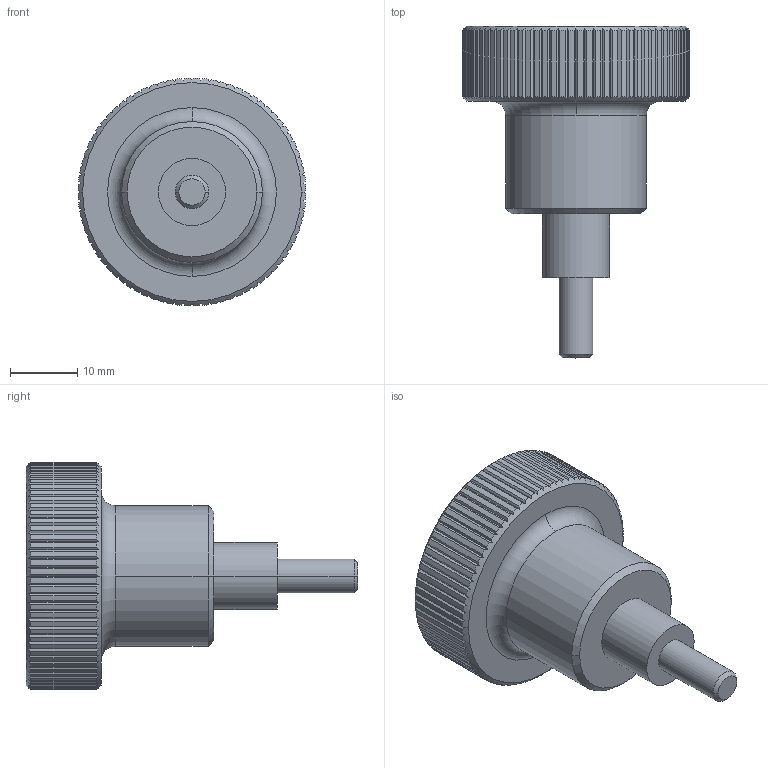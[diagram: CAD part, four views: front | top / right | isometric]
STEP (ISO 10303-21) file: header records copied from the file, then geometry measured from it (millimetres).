
FILE_DESCRIPTION(('STEP AP214'),'1');
FILE_NAME('HALDERN_EH_24710_0300.stp','2017-08-10T07:34:13',('TraceParts'),('TraceParts S.A.'),'Spatial InterOp 3D',' ',' ');
FILE_SCHEMA(('automotive_design'));
Length unit declared in the file: millimetre
Products named in the file (2): HALDERN_EH_24710_0300_1; HALDERN_EH_24710_0300_2
Bounding box: 34 x 49.5 x 34 mm (x, y, z)
Volume: 16892.4 mm3; surface area: 6146.5 mm2
Topology: 2 solids, 2 shells, 268 faces, 773 edges, 513 vertices
Faces by surface type: plane 168, cylinder 90, cone 8, torus 2
Entity records: 10651 total; most frequent: CARTESIAN_POINT 2196, ORIENTED_EDGE 1546, DIRECTION 1188, EDGE_CURVE 773, VERTEX_POINT 513, AXIS2_PLACEMENT_3D 465, EDGE_LOOP 272, STYLED_ITEM 268
